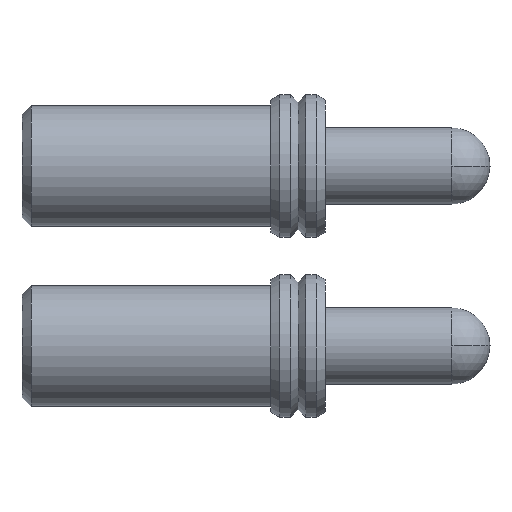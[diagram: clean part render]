
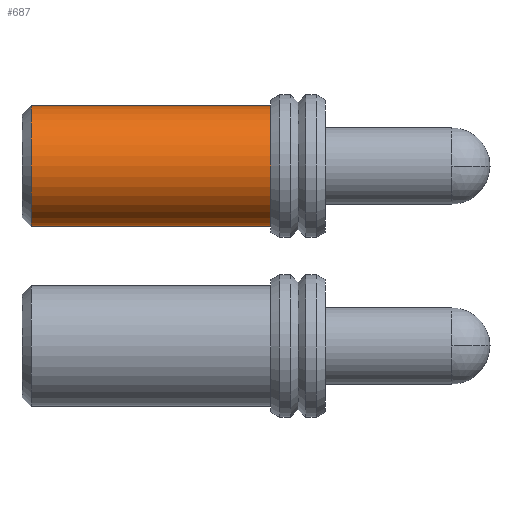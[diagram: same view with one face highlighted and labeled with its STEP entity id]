
A CAD part, front view. The second image highlights one B-rep face of the part: STEP entity #687.
In plain terms, the highlighted cylindrical face has radius 0.838 mm (diameter 1.676 mm), a partial arc.
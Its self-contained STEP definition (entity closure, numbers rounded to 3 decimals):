
#12=CARTESIAN_POINT('',(0.,0.,0.));
#17=DIRECTION('',(1.,0.,0.));
#42=DIRECTION('',(-1.,0.,-0.));
#43=DIRECTION('',(-0.,0.,1.));
#45=CONICAL_SURFACE('',#46,0.838,0.785);
#46=AXIS2_PLACEMENT_3D('',#47,#17,#48);
#47=CARTESIAN_POINT('',(0.127,0.,0.));
#48=DIRECTION('',(0.,0.,-1.));
#52=VECTOR('',#53,1.);
#53=DIRECTION('',(-1.,0.));
#54=( GEOMETRIC_REPRESENTATION_CONTEXT(2) PARAMETRIC_REPRESENTATION_CONTEXT() REPRESENTATION_CONTEXT('2D SPACE',''  ) );
#69=VERTEX_POINT('',#70);
#70=CARTESIAN_POINT('',(0.127,0.,0.838));
#77=DEFINITIONAL_REPRESENTATION('',(#78),#54);
#78=LINE('',#79,#80);
#79=CARTESIAN_POINT('',(3.142,0.));
#80=VECTOR('',#81,1.);
#81=DIRECTION('',(0.,1.));
#84=VERTEX_POINT('',#85);
#85=CARTESIAN_POINT('',(0.127,0.,-0.838));
#87=CIRCLE('',#88,0.838);
#88=AXIS2_PLACEMENT_3D('',#47,#42,#43);
#92=PCURVE('',#93,#96);
#93=CYLINDRICAL_SURFACE('',#94,0.838);
#94=AXIS2_PLACEMENT_3D('',#12,#95,#43);
#95=DIRECTION('',(-1.,-0.,-0.));
#96=DEFINITIONAL_REPRESENTATION('',(#97),#54);
#97=LINE('',#98,#99);
#98=CARTESIAN_POINT('',(0.,-0.127));
#99=VECTOR('',#100,1.);
#100=DIRECTION('',(1.,0.));
#109=DEFINITIONAL_REPRESENTATION('',(#110),#54);
#110=LINE('',#111,#80);
#111=CARTESIAN_POINT('',(0.,0.));
#113=DEFINITIONAL_REPRESENTATION('',(#114),#54);
#114=LINE('',#115,#80);
#115=CARTESIAN_POINT('',(6.283,0.));
#121=VERTEX_POINT('',#122);
#122=CARTESIAN_POINT('',(3.454,0.,0.838));
#123=VERTEX_POINT('',#124);
#124=CARTESIAN_POINT('',(3.454,0.,-0.838));
#126=CIRCLE('',#127,0.838);
#127=AXIS2_PLACEMENT_3D('',#128,#42,#43);
#128=CARTESIAN_POINT('',(3.454,0.,0.));
#129=PCURVE('',#93,#130);
#130=DEFINITIONAL_REPRESENTATION('',(#131),#54);
#131=LINE('',#132,#99);
#132=CARTESIAN_POINT('',(0.,-3.454));
#134=PLANE('',#135);
#135=AXIS2_PLACEMENT_3D('',#136,#17,#48);
#136=CARTESIAN_POINT('',(3.454,0.838,0.));
#139=CARTESIAN_POINT('',(-0.838,-0.838));
#140=CARTESIAN_POINT('',(-0.838,0.614));
#141=CARTESIAN_POINT('',(0.419,-0.112));
#142=CARTESIAN_POINT('',(1.676,-0.838));
#143=CARTESIAN_POINT('',(0.419,-1.564));
#144=CARTESIAN_POINT('',(-0.838,-2.29));
#146=EDGE_CURVE('',#123,#84,#147,.T.);
#147=SURFACE_CURVE('',#148,(#151,#151),.PCURVE_S1.);
#148=LINE('',#149,#150);
#149=CARTESIAN_POINT('',(0.,0.,-0.838));
#150=VECTOR('',#95,1.);
#151=PCURVE('',#93,#77);
#154=EDGE_CURVE('',#121,#69,#155,.T.);
#155=SURFACE_CURVE('',#156,(#158,#159),.PCURVE_S1.);
#156=LINE('',#157,#150);
#157=CARTESIAN_POINT('',(0.,0.,0.838));
#158=PCURVE('',#93,#109);
#159=PCURVE('',#93,#113);
#625=DEFINITIONAL_REPRESENTATION('',(#626),#54);
#626=LINE('',#627,#52);
#627=CARTESIAN_POINT('',(9.425,0.));
#678=EDGE_CURVE('',#123,#121,#679,.T.);
#679=SURFACE_CURVE('',#126,(#680,#129),.PCURVE_S1.);
#680=PCURVE('',#134,#681);
#681=DEFINITIONAL_REPRESENTATION('',(#682),#54);
#682=( BOUNDED_CURVE() B_SPLINE_CURVE(2,(#139,#140,#141,#142,#143,#144,#139),.UNSPECIFIED.,.T.,.F.) B_SPLINE_CURVE_WITH_KNOTS((1,2    ,2,2,2,1),(-2.094,0.,2.094,4.189,6.283,8.378),.UNSPECIFIED.) CURVE() GEOMETRIC_REPRESENTATION_ITEM() RATIONAL_B_SPLINE_CURVE((1.,0.5,1.,0.5,1.,0.5,1.)) REPRESENTATION_ITEM('') );
#687=ADVANCED_FACE('',(#688),#93,.T.);
#688=FACE_BOUND('',#689,.T.);
#689=EDGE_LOOP('',(#690,#691,#692,#693));
#690=ORIENTED_EDGE('',*,*,#146,.F.);
#691=ORIENTED_EDGE('',*,*,#678,.T.);
#692=ORIENTED_EDGE('',*,*,#154,.T.);
#693=ORIENTED_EDGE('',*,*,#694,.F.);
#694=EDGE_CURVE('',#84,#69,#695,.T.);
#695=SURFACE_CURVE('',#87,(#92,#696),.PCURVE_S1.);
#696=PCURVE('',#45,#625);
